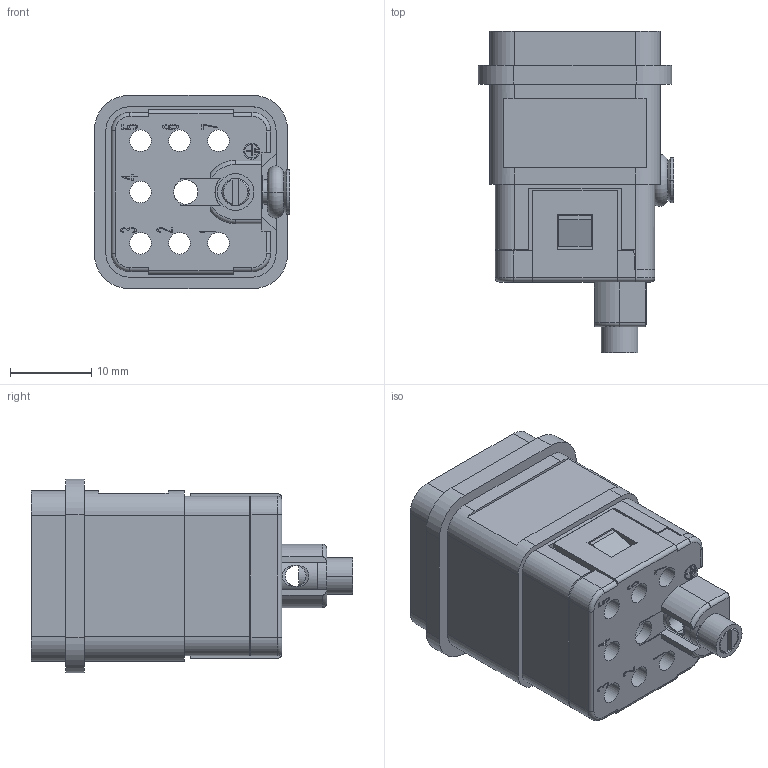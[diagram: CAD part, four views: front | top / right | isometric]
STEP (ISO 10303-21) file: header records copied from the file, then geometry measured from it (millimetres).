
FILE_DESCRIPTION((''),'2;1');
FILE_NAME('HQ-007-M','2017-09-12T',('tl.yang'),(''),'PRO/ENGINEER BY PARAMETRIC TECHNOLOGY CORPORATION, 2011500','PRO/ENGINEER BY PARAMETRIC TECHNOLOGY CORPORATION, 2011500','');
FILE_SCHEMA(('CONFIG_CONTROL_DESIGN'));
Length unit declared in the file: millimetre
Products named in the file (1): HQ-007-M
Bounding box: 24.04 x 39.5 x 23.8 mm (x, y, z)
Volume: 7638 mm3; surface area: 9351.7 mm2
Topology: 1 solids, 12 shells, 959 faces, 2678 edges, 1768 vertices
Faces by surface type: plane 557, cylinder 181, extrusion 81, cone 64, torus 60, bspline 14, sphere 2
Entity records: 32498 total; most frequent: CARTESIAN_POINT 7904, ORIENTED_EDGE 5352, DIRECTION 4728, EDGE_CURVE 2676, VERTEX_POINT 1768, VECTOR 1746, LINE 1665, AXIS2_PLACEMENT_3D 1491
